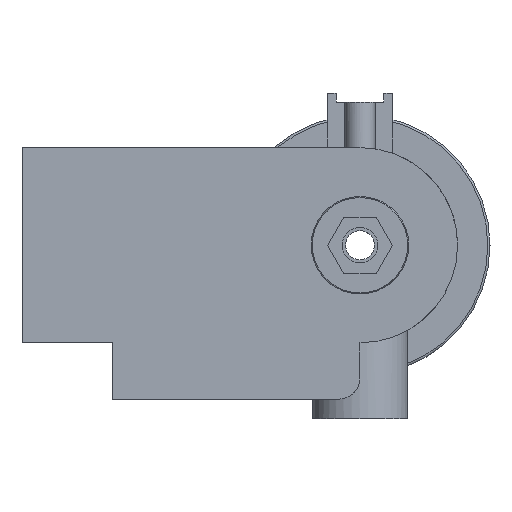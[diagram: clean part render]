
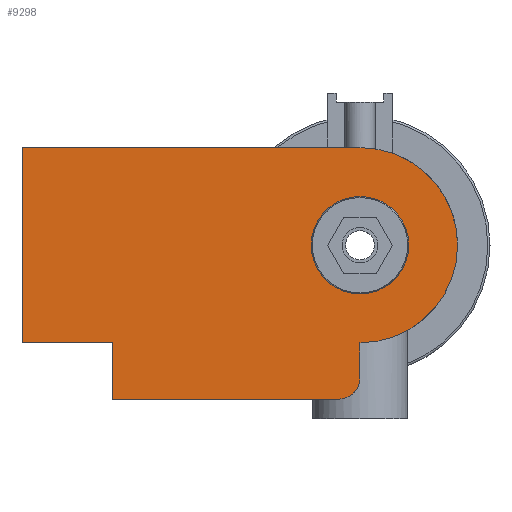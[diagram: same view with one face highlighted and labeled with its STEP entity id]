
A CAD part, left-side view. The second image highlights one B-rep face of the part: STEP entity #9298.
In plain terms, the highlighted planar face has unit normal (-1, 0, 0).
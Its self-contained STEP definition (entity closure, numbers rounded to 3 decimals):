
#564=FACE_BOUND('',#2048,.T.);
#655=CIRCLE('',#9927,5.);
#656=CIRCLE('',#9929,22.525);
#657=CIRCLE('',#9930,11.25);
#1512=FACE_OUTER_BOUND('',#2047,.T.);
#2047=EDGE_LOOP('',(#6527,#6528,#6529,#6530,#6531,#6532,#6533,#6534));
#2048=EDGE_LOOP('',(#6535));
#2668=LINE('',#14889,#3249);
#2669=LINE('',#14893,#3250);
#2670=LINE('',#14895,#3251);
#2671=LINE('',#14897,#3252);
#2672=LINE('',#14899,#3253);
#2673=LINE('',#14900,#3254);
#3249=VECTOR('',#11528,10.);
#3250=VECTOR('',#11531,10.);
#3251=VECTOR('',#11532,10.);
#3252=VECTOR('',#11533,10.);
#3253=VECTOR('',#11534,10.);
#3254=VECTOR('',#11535,10.);
#3826=VERTEX_POINT('',#14882);
#3827=VERTEX_POINT('',#14884);
#3828=VERTEX_POINT('',#14888);
#3829=VERTEX_POINT('',#14890);
#3830=VERTEX_POINT('',#14892);
#3831=VERTEX_POINT('',#14894);
#3832=VERTEX_POINT('',#14896);
#3833=VERTEX_POINT('',#14898);
#3834=VERTEX_POINT('',#14901);
#4874=EDGE_CURVE('',#3826,#3827,#655,.T.);
#4876=EDGE_CURVE('',#3828,#3826,#2668,.T.);
#4877=EDGE_CURVE('',#3828,#3829,#656,.T.);
#4878=EDGE_CURVE('',#3829,#3830,#2669,.T.);
#4879=EDGE_CURVE('',#3830,#3831,#2670,.T.);
#4880=EDGE_CURVE('',#3831,#3832,#2671,.T.);
#4881=EDGE_CURVE('',#3832,#3833,#2672,.T.);
#4882=EDGE_CURVE('',#3833,#3827,#2673,.T.);
#4883=EDGE_CURVE('',#3834,#3834,#657,.T.);
#6527=ORIENTED_EDGE('',*,*,#4874,.F.);
#6528=ORIENTED_EDGE('',*,*,#4876,.F.);
#6529=ORIENTED_EDGE('',*,*,#4877,.T.);
#6530=ORIENTED_EDGE('',*,*,#4878,.T.);
#6531=ORIENTED_EDGE('',*,*,#4879,.T.);
#6532=ORIENTED_EDGE('',*,*,#4880,.T.);
#6533=ORIENTED_EDGE('',*,*,#4881,.T.);
#6534=ORIENTED_EDGE('',*,*,#4882,.T.);
#6535=ORIENTED_EDGE('',*,*,#4883,.T.);
#9193=PLANE('',#9928);
#9298=ADVANCED_FACE('',(#1512,#564),#9193,.T.);
#9927=AXIS2_PLACEMENT_3D('',#14885,#11523,#11524);
#9928=AXIS2_PLACEMENT_3D('',#14887,#11526,#11527);
#9929=AXIS2_PLACEMENT_3D('',#14891,#11529,#11530);
#9930=AXIS2_PLACEMENT_3D('',#14902,#11536,#11537);
#11523=DIRECTION('center_axis',(1.,0.,0.));
#11524=DIRECTION('ref_axis',(0.,-0.707,-0.707));
#11526=DIRECTION('center_axis',(-1.,0.,0.));
#11527=DIRECTION('ref_axis',(0.,-1.,0.));
#11528=DIRECTION('',(0.,0.,-1.));
#11529=DIRECTION('center_axis',(-1.,0.,0.));
#11530=DIRECTION('ref_axis',(0.,-1.,0.));
#11531=DIRECTION('',(0.,1.,0.));
#11532=DIRECTION('',(0.,0.,-1.));
#11533=DIRECTION('',(0.,-1.,0.));
#11534=DIRECTION('',(0.,0.,-1.));
#11535=DIRECTION('',(0.,-1.,0.));
#11536=DIRECTION('center_axis',(1.,0.,0.));
#11537=DIRECTION('ref_axis',(0.,-1.,0.));
#14882=CARTESIAN_POINT('',(-133.,0.,-30.525));
#14884=CARTESIAN_POINT('',(-133.,5.,-35.525));
#14885=CARTESIAN_POINT('Origin',(-133.,5.,-30.525));
#14887=CARTESIAN_POINT('Origin',(-133.,27.738,0.));
#14888=CARTESIAN_POINT('',(-133.,0.,-22.525));
#14889=CARTESIAN_POINT('',(-133.,0.,-29.525));
#14890=CARTESIAN_POINT('',(-133.,0.,22.525));
#14891=CARTESIAN_POINT('Origin',(-133.,0.,0.));
#14892=CARTESIAN_POINT('',(-133.,78.,22.525));
#14893=CARTESIAN_POINT('',(-133.,0.,22.525));
#14894=CARTESIAN_POINT('',(-133.,78.,-22.525));
#14895=CARTESIAN_POINT('',(-133.,78.,22.525));
#14896=CARTESIAN_POINT('',(-133.,57.,-22.525));
#14897=CARTESIAN_POINT('',(-133.,78.,-22.525));
#14898=CARTESIAN_POINT('',(-133.,57.,-35.525));
#14899=CARTESIAN_POINT('',(-133.,57.,-29.525));
#14900=CARTESIAN_POINT('',(-133.,57.,-35.525));
#14901=CARTESIAN_POINT('',(-133.,11.25,0.));
#14902=CARTESIAN_POINT('Origin',(-133.,0.,0.));
